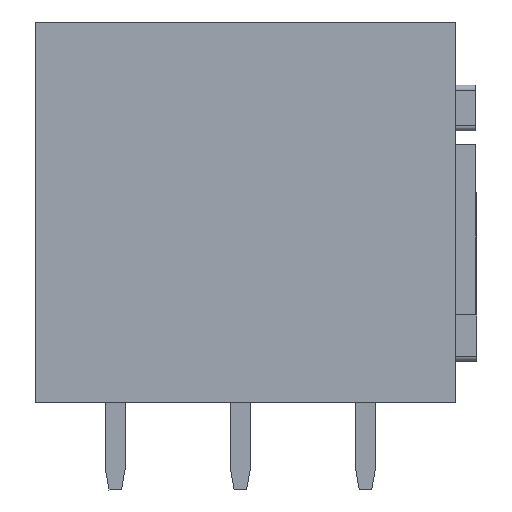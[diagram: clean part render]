
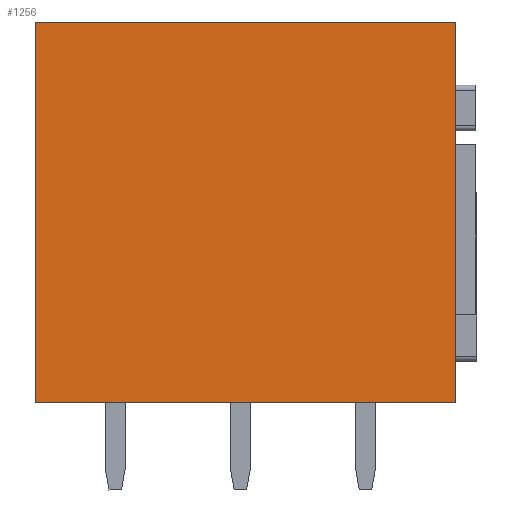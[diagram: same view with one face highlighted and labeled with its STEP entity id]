
A CAD part, front view. The second image highlights one B-rep face of the part: STEP entity #1256.
In plain terms, the highlighted planar face has unit normal (0, -1, 0).
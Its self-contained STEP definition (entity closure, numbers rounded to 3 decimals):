
#1236=AXIS2_PLACEMENT_3D('Plane Axis2P3D',#1233,#1234,#1235) ;
#199=CARTESIAN_POINT('Vertex',(16.8,0.,18.7)) ;
#202=CARTESIAN_POINT('Line Origine',(16.8,0.,11.1)) ;
#206=CARTESIAN_POINT('Vertex',(16.8,0.,3.5)) ;
#887=CARTESIAN_POINT('Vertex',(0.,0.,18.7)) ;
#890=CARTESIAN_POINT('Line Origine',(8.4,0.,18.7)) ;
#1233=CARTESIAN_POINT('Axis2P3D Location',(0.,0.,18.7)) ;
#1238=CARTESIAN_POINT('Line Origine',(0.,0.,11.1)) ;
#1242=CARTESIAN_POINT('Vertex',(0.,0.,3.5)) ;
#1245=CARTESIAN_POINT('Line Origine',(8.4,0.,3.5)) ;
#203=DIRECTION('Vector Direction',(0.,0.,-1.)) ;
#891=DIRECTION('Vector Direction',(1.,0.,0.)) ;
#1234=DIRECTION('Axis2P3D Direction',(0.,-1.,0.)) ;
#1235=DIRECTION('Axis2P3D XDirection',(0.,0.,-1.)) ;
#1239=DIRECTION('Vector Direction',(0.,0.,-1.)) ;
#1246=DIRECTION('Vector Direction',(1.,0.,0.)) ;
#204=VECTOR('Line Direction',#203,1.) ;
#892=VECTOR('Line Direction',#891,1.) ;
#1240=VECTOR('Line Direction',#1239,1.) ;
#1247=VECTOR('Line Direction',#1246,1.) ;
#1251=ORIENTED_EDGE('',*,*,#208,.T.) ;
#1252=ORIENTED_EDGE('',*,*,#894,.F.) ;
#1253=ORIENTED_EDGE('',*,*,#1244,.F.) ;
#1254=ORIENTED_EDGE('',*,*,#1249,.T.) ;
#1256=ADVANCED_FACE('Housing',(#1255),#1237,.T.) ;
#208=EDGE_CURVE('',#207,#200,#205,.F.) ;
#894=EDGE_CURVE('',#888,#200,#893,.T.) ;
#1244=EDGE_CURVE('',#1243,#888,#1241,.F.) ;
#1249=EDGE_CURVE('',#1243,#207,#1248,.T.) ;
#1250=EDGE_LOOP('',(#1251,#1252,#1253,#1254)) ;
#1255=FACE_OUTER_BOUND('',#1250,.T.) ;
#205=LINE('Line',#202,#204) ;
#893=LINE('Line',#890,#892) ;
#1241=LINE('Line',#1238,#1240) ;
#1248=LINE('Line',#1245,#1247) ;
#1237=PLANE('',#1236) ;
#200=VERTEX_POINT('',#199) ;
#207=VERTEX_POINT('',#206) ;
#888=VERTEX_POINT('',#887) ;
#1243=VERTEX_POINT('',#1242) ;
